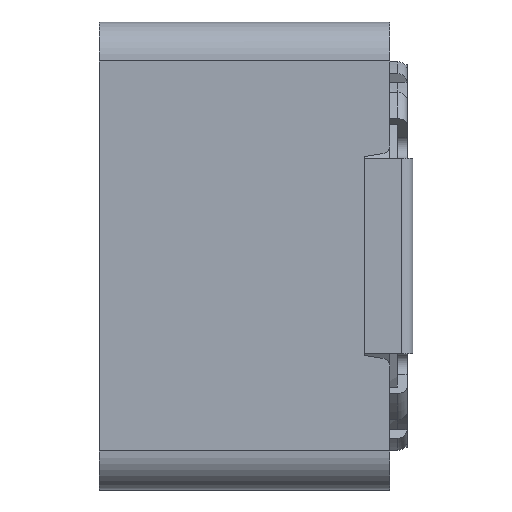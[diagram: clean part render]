
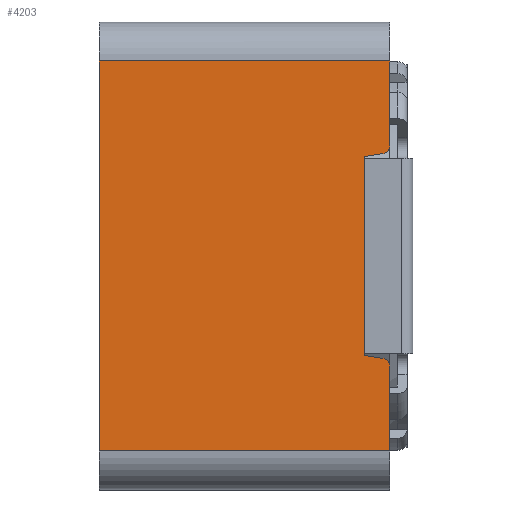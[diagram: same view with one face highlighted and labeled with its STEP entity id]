
A CAD part, left-side view. The second image highlights one B-rep face of the part: STEP entity #4203.
In plain terms, the highlighted planar face has unit normal (-1, 0, 0).
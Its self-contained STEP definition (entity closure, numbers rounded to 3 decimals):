
#62 = DIRECTION ( 'NONE',  ( 0., 0., 1. ) ) ;
#356 = CARTESIAN_POINT ( 'NONE',  ( -6., 0.6, 6. ) ) ;
#401 = LINE ( 'NONE', #7337, #2302 ) ;
#481 = CARTESIAN_POINT ( 'NONE',  ( -6., 0.8, 2.822 ) ) ;
#628 = AXIS2_PLACEMENT_3D ( 'NONE', #2846, #6053, #9149 ) ;
#847 = CARTESIAN_POINT ( 'NONE',  ( -6., 1.25, -2.55 ) ) ;
#1000 = CARTESIAN_POINT ( 'NONE',  ( -6., 1.25, 2.55 ) ) ;
#1010 = VECTOR ( 'NONE', #8064, 1000. ) ;
#1116 = CARTESIAN_POINT ( 'NONE',  ( -6., 1.25, -2.55 ) ) ;
#1137 = CARTESIAN_POINT ( 'NONE',  ( -6., 8.05, 5. ) ) ;
#1276 = ORIENTED_EDGE ( 'NONE', *, *, #3826, .T. ) ;
#1303 = VECTOR ( 'NONE', #62, 1000. ) ;
#1368 = DIRECTION ( 'NONE',  ( 0., 1., 0. ) ) ;
#1381 = CARTESIAN_POINT ( 'NONE',  ( -6., 1.25, 2.55 ) ) ;
#1504 = VECTOR ( 'NONE', #3037, 1000. ) ;
#1688 = VERTEX_POINT ( 'NONE', #1930 ) ;
#1930 = CARTESIAN_POINT ( 'NONE',  ( -6., 0.6, 2.822 ) ) ;
#1944 = DIRECTION ( 'NONE',  ( 0., -1., 0. ) ) ;
#2036 = CARTESIAN_POINT ( 'NONE',  ( -6., 33.071, 5. ) ) ;
#2122 = AXIS2_PLACEMENT_3D ( 'NONE', #7723, #7668, #9920 ) ;
#2302 = VECTOR ( 'NONE', #1944, 1000. ) ;
#2529 = ORIENTED_EDGE ( 'NONE', *, *, #6048, .T. ) ;
#2626 = VERTEX_POINT ( 'NONE', #5815 ) ;
#2680 = LINE ( 'NONE', #356, #6155 ) ;
#2749 = CARTESIAN_POINT ( 'NONE',  ( -6., 0.6, -5. ) ) ;
#2785 = DIRECTION ( 'NONE',  ( -1., 0., 0. ) ) ;
#2839 = ORIENTED_EDGE ( 'NONE', *, *, #9316, .T. ) ;
#2846 = CARTESIAN_POINT ( 'NONE',  ( -6., 33.071, 6. ) ) ;
#2877 = CARTESIAN_POINT ( 'NONE',  ( -6., 0.6, -2.822 ) ) ;
#2999 = CARTESIAN_POINT ( 'NONE',  ( -6., 8.05, -5. ) ) ;
#3037 = DIRECTION ( 'NONE',  ( 0., 0., -1. ) ) ;
#3207 = EDGE_CURVE ( 'NONE', #8676, #6564, #9641, .T. ) ;
#3433 = VECTOR ( 'NONE', #10056, 1000. ) ;
#3826 = EDGE_CURVE ( 'NONE', #6564, #2626, #6926, .T. ) ;
#4004 = VERTEX_POINT ( 'NONE', #1137 ) ;
#4138 = ORIENTED_EDGE ( 'NONE', *, *, #4583, .T. ) ;
#4203 = ADVANCED_FACE ( 'NONE', ( #8296 ), #7507, .F. ) ;
#4376 = VECTOR ( 'NONE', #1368, 1000. ) ;
#4438 = VERTEX_POINT ( 'NONE', #1116 ) ;
#4583 = EDGE_CURVE ( 'NONE', #8066, #4004, #9261, .T. ) ;
#4692 = CARTESIAN_POINT ( 'NONE',  ( -6., 8.05, 6. ) ) ;
#4737 = CARTESIAN_POINT ( 'NONE',  ( -6., 0.6, 6. ) ) ;
#4780 = VERTEX_POINT ( 'NONE', #1000 ) ;
#4985 = ORIENTED_EDGE ( 'NONE', *, *, #3207, .T. ) ;
#5296 = LINE ( 'NONE', #9480, #1504 ) ;
#5516 = LINE ( 'NONE', #4692, #9617 ) ;
#5815 = CARTESIAN_POINT ( 'NONE',  ( -6., 0.77, -2.624 ) ) ;
#5845 = DIRECTION ( 'NONE',  ( 0., 0., -1. ) ) ;
#5961 = ORIENTED_EDGE ( 'NONE', *, *, #7693, .F. ) ;
#6048 = EDGE_CURVE ( 'NONE', #8331, #1688, #6260, .T. ) ;
#6053 = DIRECTION ( 'NONE',  ( 1., 0., 0. ) ) ;
#6090 = ORIENTED_EDGE ( 'NONE', *, *, #8309, .F. ) ;
#6155 = VECTOR ( 'NONE', #8959, 1000. ) ;
#6260 = CIRCLE ( 'NONE', #6759, 0.2 ) ;
#6304 = ORIENTED_EDGE ( 'NONE', *, *, #10260, .F. ) ;
#6353 = ORIENTED_EDGE ( 'NONE', *, *, #6703, .T. ) ;
#6564 = VERTEX_POINT ( 'NONE', #2877 ) ;
#6703 = EDGE_CURVE ( 'NONE', #9154, #8676, #401, .T. ) ;
#6759 = AXIS2_PLACEMENT_3D ( 'NONE', #481, #2785, #5845 ) ;
#6926 = CIRCLE ( 'NONE', #2122, 0.2 ) ;
#7091 = DIRECTION ( 'NONE',  ( 0., 0., 1. ) ) ;
#7133 = LINE ( 'NONE', #847, #1010 ) ;
#7171 = CARTESIAN_POINT ( 'NONE',  ( -6., 0.6, 5. ) ) ;
#7337 = CARTESIAN_POINT ( 'NONE',  ( -6., 33.071, -5. ) ) ;
#7507 = PLANE ( 'NONE',  #628 ) ;
#7640 = EDGE_CURVE ( 'NONE', #4780, #4438, #5296, .T. ) ;
#7668 = DIRECTION ( 'NONE',  ( -1., 0., 0. ) ) ;
#7693 = EDGE_CURVE ( 'NONE', #4438, #2626, #7133, .T. ) ;
#7723 = CARTESIAN_POINT ( 'NONE',  ( -6., 0.8, -2.822 ) ) ;
#7755 = LINE ( 'NONE', #1381, #3433 ) ;
#7813 = CARTESIAN_POINT ( 'NONE',  ( -6., 0.77, 2.624 ) ) ;
#8064 = DIRECTION ( 'NONE',  ( 0., -0.988, -0.152 ) ) ;
#8066 = VERTEX_POINT ( 'NONE', #7171 ) ;
#8296 = FACE_OUTER_BOUND ( 'NONE', #8819, .T. ) ;
#8309 = EDGE_CURVE ( 'NONE', #8331, #4780, #7755, .T. ) ;
#8331 = VERTEX_POINT ( 'NONE', #7813 ) ;
#8676 = VERTEX_POINT ( 'NONE', #2749 ) ;
#8819 = EDGE_LOOP ( 'NONE', ( #4985, #1276, #5961, #9157, #6090, #2529, #2839, #4138, #6304, #6353 ) ) ;
#8959 = DIRECTION ( 'NONE',  ( 0., 0., 1. ) ) ;
#9149 = DIRECTION ( 'NONE',  ( 0., 0., -1. ) ) ;
#9154 = VERTEX_POINT ( 'NONE', #2999 ) ;
#9157 = ORIENTED_EDGE ( 'NONE', *, *, #7640, .F. ) ;
#9261 = LINE ( 'NONE', #2036, #4376 ) ;
#9316 = EDGE_CURVE ( 'NONE', #1688, #8066, #2680, .T. ) ;
#9480 = CARTESIAN_POINT ( 'NONE',  ( -6., 1.25, 2.55 ) ) ;
#9617 = VECTOR ( 'NONE', #7091, 1000. ) ;
#9641 = LINE ( 'NONE', #4737, #1303 ) ;
#9920 = DIRECTION ( 'NONE',  ( 0., 0., -1. ) ) ;
#10056 = DIRECTION ( 'NONE',  ( 0., 0.988, -0.152 ) ) ;
#10260 = EDGE_CURVE ( 'NONE', #9154, #4004, #5516, .T. ) ;
